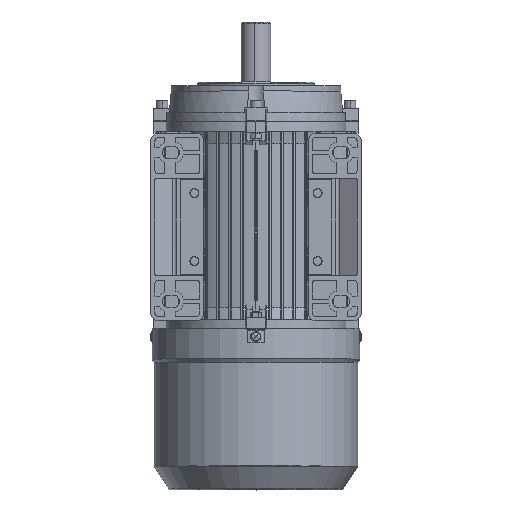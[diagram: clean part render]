
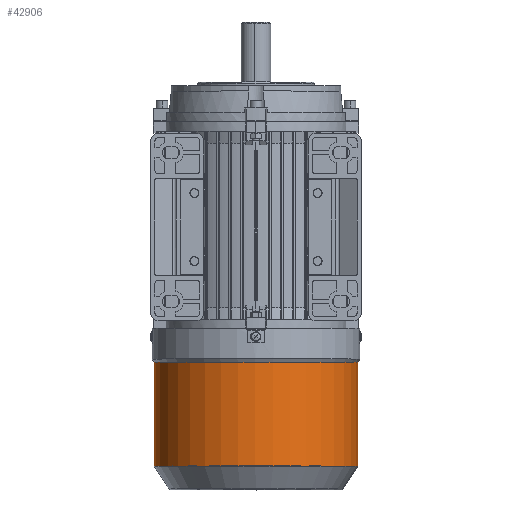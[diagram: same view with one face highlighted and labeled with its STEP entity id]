
A CAD part, top view. The second image highlights one B-rep face of the part: STEP entity #42906.
In plain terms, the highlighted cylindrical face has radius 95.75 mm (diameter 191.5 mm), a partial arc.
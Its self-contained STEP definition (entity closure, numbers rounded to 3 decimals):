
#42865 = EDGE_CURVE ( 'NONE', #42866, #42867, #100959, .T. ) ;
#42866 = VERTEX_POINT ( 'NONE', #100954 ) ;
#42867 = VERTEX_POINT ( 'NONE', #100953 ) ;
#42868 = ORIENTED_EDGE ( 'NONE', *, *, #42869, .T. ) ;
#42869 = EDGE_CURVE ( 'NONE', #42867, #42900, #100952, .T. ) ;
#42870 = ORIENTED_EDGE ( 'NONE', *, *, #42899, .F. ) ;
#42871 = ORIENTED_EDGE ( 'NONE', *, *, #42873, .F. ) ;
#42873 = EDGE_CURVE ( 'NONE', #42866, #42897, #100948, .T. ) ;
#42897 = VERTEX_POINT ( 'NONE', #100967 ) ;
#42899 = EDGE_CURVE ( 'NONE', #42897, #42900, #100966, .T. ) ;
#42900 = VERTEX_POINT ( 'NONE', #100961 ) ;
#42906 = ADVANCED_FACE ( 'NONE', ( #101021 ), #101020, .T. ) ;
#42910 = EDGE_LOOP ( 'NONE', ( #42911, #42868, #42870, #42871 ) ) ;
#42911 = ORIENTED_EDGE ( 'NONE', *, *, #42865, .T. ) ;
#100945 = DIRECTION ( 'NONE',  ( 1., 0., 0. ) ) ;
#100946 = VECTOR ( 'NONE', #100945, 1000. ) ;
#100947 = CARTESIAN_POINT ( 'NONE',  ( 0., 0., -95.75 ) ) ;
#100948 = LINE ( 'NONE', #100947, #100946 ) ;
#100949 = DIRECTION ( 'NONE',  ( 1., 0., 0. ) ) ;
#100950 = VECTOR ( 'NONE', #100949, 1000. ) ;
#100951 = CARTESIAN_POINT ( 'NONE',  ( 0., 0., 95.75 ) ) ;
#100952 = LINE ( 'NONE', #100951, #100950 ) ;
#100953 = CARTESIAN_POINT ( 'NONE',  ( -117.92, 0., 95.75 ) ) ;
#100954 = CARTESIAN_POINT ( 'NONE',  ( -117.92, 0., -95.75 ) ) ;
#100955 = DIRECTION ( 'NONE',  ( 0., 0., -1. ) ) ;
#100956 = DIRECTION ( 'NONE',  ( 1., 0., 0. ) ) ;
#100957 = CARTESIAN_POINT ( 'NONE',  ( -117.92, 0., 0. ) ) ;
#100958 = AXIS2_PLACEMENT_3D ( 'NONE', #100957, #100956, #100955 ) ;
#100959 = CIRCLE ( 'NONE', #100958, 95.75 ) ;
#100961 = CARTESIAN_POINT ( 'NONE',  ( -20.246, 0., 95.75 ) ) ;
#100962 = DIRECTION ( 'NONE',  ( 0., 0., -1. ) ) ;
#100963 = DIRECTION ( 'NONE',  ( 1., 0., 0. ) ) ;
#100964 = CARTESIAN_POINT ( 'NONE',  ( -20.246, 0., 0. ) ) ;
#100965 = AXIS2_PLACEMENT_3D ( 'NONE', #100964, #100963, #100962 ) ;
#100966 = CIRCLE ( 'NONE', #100965, 95.75 ) ;
#100967 = CARTESIAN_POINT ( 'NONE',  ( -20.246, 0., -95.75 ) ) ;
#101016 = DIRECTION ( 'NONE',  ( 0., 0., -1. ) ) ;
#101017 = DIRECTION ( 'NONE',  ( 1., 0., 0. ) ) ;
#101018 = CARTESIAN_POINT ( 'NONE',  ( 0., 0., 0. ) ) ;
#101019 = AXIS2_PLACEMENT_3D ( 'NONE', #101018, #101017, #101016 ) ;
#101020 = CYLINDRICAL_SURFACE ( 'NONE', #101019, 95.75 ) ;
#101021 = FACE_OUTER_BOUND ( 'NONE', #42910, .T. ) ;
